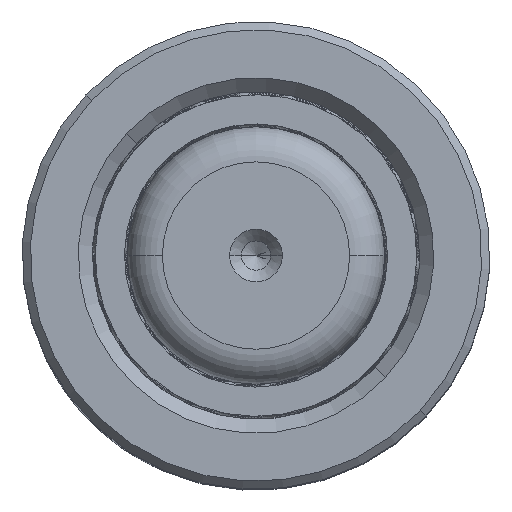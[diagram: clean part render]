
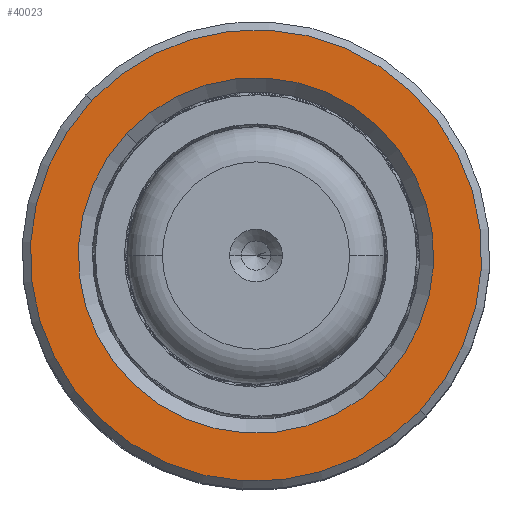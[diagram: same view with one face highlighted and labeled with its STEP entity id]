
A CAD part, top view. The second image highlights one B-rep face of the part: STEP entity #40023.
In plain terms, the highlighted planar face has unit normal (0, 0, 1).
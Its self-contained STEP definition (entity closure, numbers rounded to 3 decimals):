
#480 = CARTESIAN_POINT ( 'NONE',  ( 0., 0., 50. ) ) ;
#593 = EDGE_LOOP ( 'NONE', ( #21954, #42570 ) ) ;
#4309 = DIRECTION ( 'NONE',  ( 1., 0., 0. ) ) ;
#4573 = AXIS2_PLACEMENT_3D ( 'NONE', #27421, #31446, #8682 ) ;
#5550 = CIRCLE ( 'NONE', #11475, 19.3 ) ;
#6930 = CARTESIAN_POINT ( 'NONE',  ( 0., 0., 50. ) ) ;
#8682 = DIRECTION ( 'NONE',  ( 1., 0., 0. ) ) ;
#9138 = FACE_BOUND ( 'NONE', #593, .T. ) ;
#9198 = DIRECTION ( 'NONE',  ( 1., 0., 0. ) ) ;
#10922 = DIRECTION ( 'NONE',  ( 0., 0., 1. ) ) ;
#11475 = AXIS2_PLACEMENT_3D ( 'NONE', #6930, #10922, #22033 ) ;
#16173 = EDGE_CURVE ( 'NONE', #31464, #16256, #35026, .T. ) ;
#16256 = VERTEX_POINT ( 'NONE', #32107 ) ;
#18799 = AXIS2_PLACEMENT_3D ( 'NONE', #40365, #32386, #40210 ) ;
#19139 = CIRCLE ( 'NONE', #32953, 15.2 ) ;
#21954 = ORIENTED_EDGE ( 'NONE', *, *, #43063, .T. ) ;
#22033 = DIRECTION ( 'NONE',  ( 1., 0., 0. ) ) ;
#27060 = DIRECTION ( 'NONE',  ( 0., 0., -1. ) ) ;
#27336 = ORIENTED_EDGE ( 'NONE', *, *, #33200, .T. ) ;
#27421 = CARTESIAN_POINT ( 'NONE',  ( 0., 0., 50. ) ) ;
#28276 = DIRECTION ( 'NONE',  ( 0., 0., -1. ) ) ;
#28989 = VERTEX_POINT ( 'NONE', #29536 ) ;
#29360 = CARTESIAN_POINT ( 'NONE',  ( -19.3, 0., 50. ) ) ;
#29536 = CARTESIAN_POINT ( 'NONE',  ( 19.3, 0., 50. ) ) ;
#31127 = EDGE_CURVE ( 'NONE', #28989, #46135, #5550, .T. ) ;
#31446 = DIRECTION ( 'NONE',  ( 0., 0., 1. ) ) ;
#31464 = VERTEX_POINT ( 'NONE', #37541 ) ;
#31668 = ORIENTED_EDGE ( 'NONE', *, *, #31127, .T. ) ;
#31950 = CARTESIAN_POINT ( 'NONE',  ( 0., 0., 50. ) ) ;
#32107 = CARTESIAN_POINT ( 'NONE',  ( 15.2, 0., 50. ) ) ;
#32386 = DIRECTION ( 'NONE',  ( 0., 0., 1. ) ) ;
#32953 = AXIS2_PLACEMENT_3D ( 'NONE', #480, #27060, #4309 ) ;
#33200 = EDGE_CURVE ( 'NONE', #46135, #28989, #48281, .T. ) ;
#35026 = CIRCLE ( 'NONE', #42495, 15.2 ) ;
#37541 = CARTESIAN_POINT ( 'NONE',  ( -15.2, 0., 50. ) ) ;
#38582 = PLANE ( 'NONE',  #4573 ) ;
#39472 = FACE_OUTER_BOUND ( 'NONE', #43636, .T. ) ;
#40023 = ADVANCED_FACE ( 'NONE', ( #39472, #9138 ), #38582, .T. ) ;
#40210 = DIRECTION ( 'NONE',  ( 1., 0., 0. ) ) ;
#40365 = CARTESIAN_POINT ( 'NONE',  ( 0., 0., 50. ) ) ;
#42495 = AXIS2_PLACEMENT_3D ( 'NONE', #31950, #28276, #9198 ) ;
#42570 = ORIENTED_EDGE ( 'NONE', *, *, #16173, .T. ) ;
#43063 = EDGE_CURVE ( 'NONE', #16256, #31464, #19139, .T. ) ;
#43636 = EDGE_LOOP ( 'NONE', ( #27336, #31668 ) ) ;
#46135 = VERTEX_POINT ( 'NONE', #29360 ) ;
#48281 = CIRCLE ( 'NONE', #18799, 19.3 ) ;
